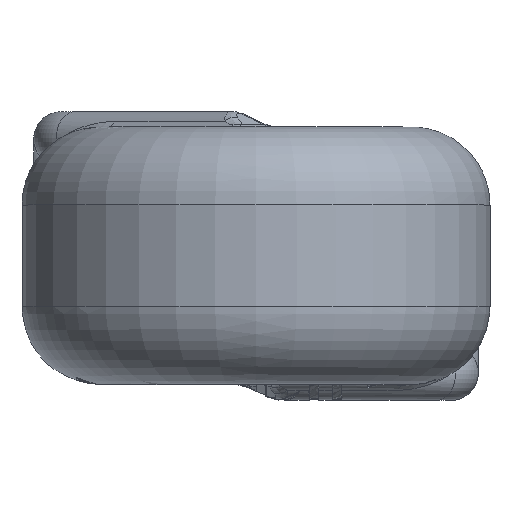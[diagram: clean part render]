
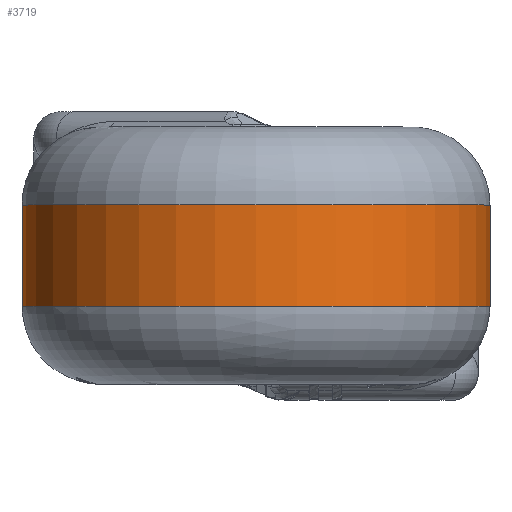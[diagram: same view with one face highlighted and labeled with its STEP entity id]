
A CAD part, top view. The second image highlights one B-rep face of the part: STEP entity #3719.
In plain terms, the highlighted cylindrical face has radius 3 mm (diameter 6 mm), a full revolution.
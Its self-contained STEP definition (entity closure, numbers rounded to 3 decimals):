
#961=ORIENTED_EDGE('',*,*,#2171,.T.);
#962=ORIENTED_EDGE('',*,*,#2172,.T.);
#2171=EDGE_CURVE('',#2776,#2776,#3189,.T.);
#2172=EDGE_CURVE('',#2777,#2777,#3190,.F.);
#2776=VERTEX_POINT('',#6173);
#2777=VERTEX_POINT('',#6175);
#3189=CIRCLE('',#5458,3.);
#3190=CIRCLE('',#5459,3.);
#3226=EDGE_LOOP('',(#961));
#3227=EDGE_LOOP('',(#962));
#3462=FACE_BOUND('',#3226,.T.);
#3463=FACE_BOUND('',#3227,.T.);
#3698=CYLINDRICAL_SURFACE('',#5457,3.);
#3719=ADVANCED_FACE('',(#3462,#3463),#3698,.T.);
#5457=AXIS2_PLACEMENT_3D('',#6171,#5643,#5644);
#5458=AXIS2_PLACEMENT_3D('',#6172,#5645,#5646);
#5459=AXIS2_PLACEMENT_3D('',#6174,#5647,#5648);
#5643=DIRECTION('',(0.,1.,0.));
#5644=DIRECTION('',(0.,0.,1.));
#5645=DIRECTION('',(0.,1.,0.));
#5646=DIRECTION('',(0.,0.,1.));
#5647=DIRECTION('',(0.,1.,0.));
#5648=DIRECTION('',(0.,0.,1.));
#6171=CARTESIAN_POINT('',(0.,-1.65,0.));
#6172=CARTESIAN_POINT('',(0.,-0.65,0.));
#6173=CARTESIAN_POINT('',(0.,-0.65,3.));
#6174=CARTESIAN_POINT('',(0.,0.65,0.));
#6175=CARTESIAN_POINT('',(0.,0.65,3.));
